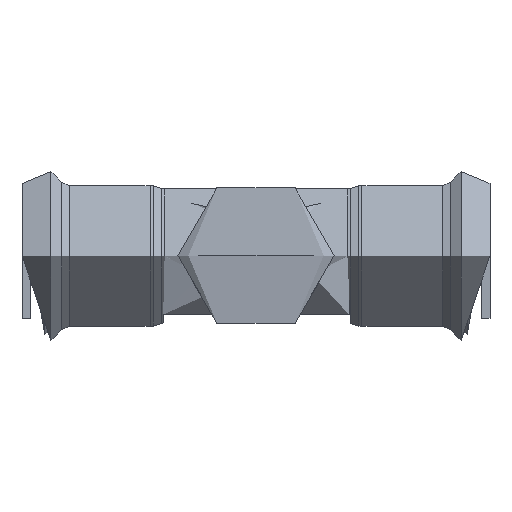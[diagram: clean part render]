
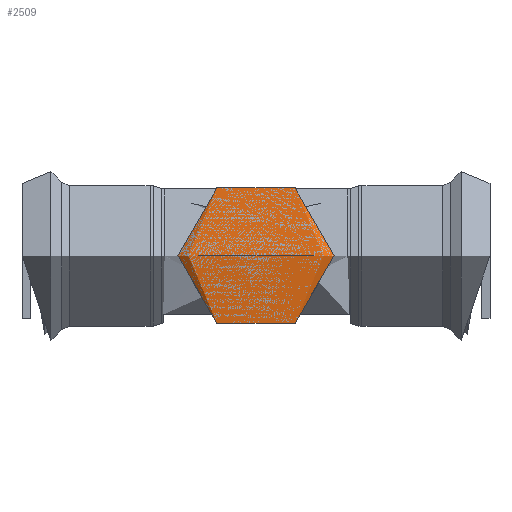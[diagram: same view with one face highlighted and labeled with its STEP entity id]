
A CAD part, top view. The second image highlights one B-rep face of the part: STEP entity #2509.
In plain terms, the highlighted free-form (B-spline) face has degree [1, 2] with [2, 9] control points.
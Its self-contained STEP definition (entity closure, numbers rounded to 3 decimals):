
#2509 = ADVANCED_FACE('',(#2510),#2586,.T.);
#2510 = FACE_BOUND('',#2511,.T.);
#2511 = EDGE_LOOP('',(#2512,#2522,#2530,#2537,#2547,#2555,#2556,#2564,
    #2572,#2580));
#2512 = ORIENTED_EDGE('',*,*,#2513,.F.);
#2513 = EDGE_CURVE('',#2514,#2516,#2518,.T.);
#2514 = VERTEX_POINT('',#2515);
#2515 = CARTESIAN_POINT('',(6.928,1.072,-12.));
#2516 = VERTEX_POINT('',#2517);
#2517 = CARTESIAN_POINT('',(-6.928,1.072,-12.));
#2518 = ( BOUNDED_CURVE() B_SPLINE_CURVE(2,(#2519,#2520,#2521),
.UNSPECIFIED.,.F.,.F.) B_SPLINE_CURVE_WITH_KNOTS((3,3),(0.,
1.402),.PIECEWISE_BEZIER_KNOTS.) CURVE() 
GEOMETRIC_REPRESENTATION_ITEM() RATIONAL_B_SPLINE_CURVE((1.,
1.155,1.)) REPRESENTATION_ITEM('') );
#2519 = CARTESIAN_POINT('',(6.928,1.072,-12.));
#2520 = CARTESIAN_POINT('',(0.,-0.928,
    -12.));
#2521 = CARTESIAN_POINT('',(-6.928,1.072,-12.));
#2522 = ORIENTED_EDGE('',*,*,#2523,.F.);
#2523 = EDGE_CURVE('',#2524,#2514,#2526,.T.);
#2524 = VERTEX_POINT('',#2525);
#2525 = CARTESIAN_POINT('',(13.857,1.072,0.)
  );
#2526 = ( BOUNDED_CURVE() B_SPLINE_CURVE(2,(#2527,#2528,#2529),
.UNSPECIFIED.,.F.,.F.) B_SPLINE_CURVE_WITH_KNOTS((3,3),(0.,
1.402),.PIECEWISE_BEZIER_KNOTS.) CURVE() 
GEOMETRIC_REPRESENTATION_ITEM() RATIONAL_B_SPLINE_CURVE((1.,
1.155,1.)) REPRESENTATION_ITEM('') );
#2527 = CARTESIAN_POINT('',(13.857,1.072,0.));
#2528 = CARTESIAN_POINT('',(10.392,-0.928,-6.));
#2529 = CARTESIAN_POINT('',(6.928,1.072,-12.));
#2530 = ORIENTED_EDGE('',*,*,#2531,.T.);
#2531 = EDGE_CURVE('',#2524,#2532,#2534,.T.);
#2532 = VERTEX_POINT('',#2533);
#2533 = CARTESIAN_POINT('',(12.,0.,0.));
#2534 = B_SPLINE_CURVE_WITH_KNOTS('',1,(#2535,#2536),.UNSPECIFIED.,.F.,
  .F.,(2,2),(-0.083,0.083),
  .PIECEWISE_BEZIER_KNOTS.);
#2535 = CARTESIAN_POINT('',(13.857,1.072,0.));
#2536 = CARTESIAN_POINT('',(12.,0.,0.));
#2537 = ORIENTED_EDGE('',*,*,#2538,.F.);
#2538 = EDGE_CURVE('',#2539,#2532,#2541,.T.);
#2539 = VERTEX_POINT('',#2540);
#2540 = CARTESIAN_POINT('',(-12.,0.,0.));
#2541 = ( BOUNDED_CURVE() B_SPLINE_CURVE(2,(#2542,#2543,#2544,#2545,
#2546),.UNSPECIFIED.,.F.,.F.) B_SPLINE_CURVE_WITH_KNOTS((3,2,3),(0.,
1.571,3.142),.UNSPECIFIED.) CURVE() 
GEOMETRIC_REPRESENTATION_ITEM() RATIONAL_B_SPLINE_CURVE((1.,
0.707,1.,0.707,1.)) REPRESENTATION_ITEM('') );
#2542 = CARTESIAN_POINT('',(-12.,0.,0.));
#2543 = CARTESIAN_POINT('',(-12.,0.,-12.));
#2544 = CARTESIAN_POINT('',(0.,0.,-12.));
#2545 = CARTESIAN_POINT('',(12.,0.,-12.));
#2546 = CARTESIAN_POINT('',(12.,0.,0.));
#2547 = ORIENTED_EDGE('',*,*,#2548,.F.);
#2548 = EDGE_CURVE('',#2532,#2539,#2549,.T.);
#2549 = ( BOUNDED_CURVE() B_SPLINE_CURVE(2,(#2550,#2551,#2552,#2553,
#2554),.UNSPECIFIED.,.F.,.F.) B_SPLINE_CURVE_WITH_KNOTS((3,2,3),(
    3.142,4.712,6.283),
.PIECEWISE_BEZIER_KNOTS.) CURVE() GEOMETRIC_REPRESENTATION_ITEM() 
RATIONAL_B_SPLINE_CURVE((1.,0.707,1.,0.707,1.)) 
REPRESENTATION_ITEM('') );
#2550 = CARTESIAN_POINT('',(12.,0.,0.));
#2551 = CARTESIAN_POINT('',(12.,0.,12.));
#2552 = CARTESIAN_POINT('',(0.,0.,12.));
#2553 = CARTESIAN_POINT('',(-12.,0.,12.));
#2554 = CARTESIAN_POINT('',(-12.,0.,0.));
#2555 = ORIENTED_EDGE('',*,*,#2531,.F.);
#2556 = ORIENTED_EDGE('',*,*,#2557,.F.);
#2557 = EDGE_CURVE('',#2558,#2524,#2560,.T.);
#2558 = VERTEX_POINT('',#2559);
#2559 = CARTESIAN_POINT('',(6.928,1.072,12.));
#2560 = ( BOUNDED_CURVE() B_SPLINE_CURVE(2,(#2561,#2562,#2563),
.UNSPECIFIED.,.F.,.F.) B_SPLINE_CURVE_WITH_KNOTS((3,3),(0.,
1.402),.PIECEWISE_BEZIER_KNOTS.) CURVE() 
GEOMETRIC_REPRESENTATION_ITEM() RATIONAL_B_SPLINE_CURVE((1.,
1.155,1.)) REPRESENTATION_ITEM('') );
#2561 = CARTESIAN_POINT('',(6.928,1.072,12.));
#2562 = CARTESIAN_POINT('',(10.392,-0.928,6.));
#2563 = CARTESIAN_POINT('',(13.857,1.072,0.)
  );
#2564 = ORIENTED_EDGE('',*,*,#2565,.F.);
#2565 = EDGE_CURVE('',#2566,#2558,#2568,.T.);
#2566 = VERTEX_POINT('',#2567);
#2567 = CARTESIAN_POINT('',(-6.928,1.072,12.));
#2568 = ( BOUNDED_CURVE() B_SPLINE_CURVE(2,(#2569,#2570,#2571),
.UNSPECIFIED.,.F.,.F.) B_SPLINE_CURVE_WITH_KNOTS((3,3),(0.,
1.402),.PIECEWISE_BEZIER_KNOTS.) CURVE() 
GEOMETRIC_REPRESENTATION_ITEM() RATIONAL_B_SPLINE_CURVE((1.,
1.155,1.)) REPRESENTATION_ITEM('') );
#2569 = CARTESIAN_POINT('',(-6.928,1.072,12.));
#2570 = CARTESIAN_POINT('',(0.,-0.928,12.));
#2571 = CARTESIAN_POINT('',(6.928,1.072,12.));
#2572 = ORIENTED_EDGE('',*,*,#2573,.F.);
#2573 = EDGE_CURVE('',#2574,#2566,#2576,.T.);
#2574 = VERTEX_POINT('',#2575);
#2575 = CARTESIAN_POINT('',(-13.857,1.072,0.));
#2576 = ( BOUNDED_CURVE() B_SPLINE_CURVE(2,(#2577,#2578,#2579),
.UNSPECIFIED.,.F.,.F.) B_SPLINE_CURVE_WITH_KNOTS((3,3),(0.,
1.402),.PIECEWISE_BEZIER_KNOTS.) CURVE() 
GEOMETRIC_REPRESENTATION_ITEM() RATIONAL_B_SPLINE_CURVE((1.,
1.155,1.)) REPRESENTATION_ITEM('') );
#2577 = CARTESIAN_POINT('',(-13.857,1.072,0.)
  );
#2578 = CARTESIAN_POINT('',(-10.392,-0.928,6.));
#2579 = CARTESIAN_POINT('',(-6.928,1.072,12.));
#2580 = ORIENTED_EDGE('',*,*,#2581,.F.);
#2581 = EDGE_CURVE('',#2516,#2574,#2582,.T.);
#2582 = ( BOUNDED_CURVE() B_SPLINE_CURVE(2,(#2583,#2584,#2585),
.UNSPECIFIED.,.F.,.F.) B_SPLINE_CURVE_WITH_KNOTS((3,3),(0.,
1.402),.PIECEWISE_BEZIER_KNOTS.) CURVE() 
GEOMETRIC_REPRESENTATION_ITEM() RATIONAL_B_SPLINE_CURVE((1.,
1.155,1.)) REPRESENTATION_ITEM('') );
#2583 = CARTESIAN_POINT('',(-6.928,1.072,-12.));
#2584 = CARTESIAN_POINT('',(-10.392,-0.928,-6.));
#2585 = CARTESIAN_POINT('',(-13.857,1.072,0.)
  );
#2586 = ( BOUNDED_SURFACE() B_SPLINE_SURFACE(1,2,(
    (#2587,#2588,#2589,#2590,#2591,#2592,#2593,#2594,#2595)
    ,(#2596,#2597,#2598,#2599,#2600,#2601,#2602,#2603,#2604
)),.UNSPECIFIED.,.F.,.T.,.F.) B_SPLINE_SURFACE_WITH_KNOTS((2,2),(1,2,2,2
    ,2,2,1),(-0.083,0.09),(-4.712,
    -3.142,-1.571,0.,1.571,3.142,
4.712),.UNSPECIFIED.) GEOMETRIC_REPRESENTATION_ITEM() 
RATIONAL_B_SPLINE_SURFACE((
    (1.,0.707,1.,0.707,1.,0.707,1.
      ,0.707,1.)
    ,(1.,0.707,1.,0.707,1.,0.707,1.
,0.707,1.))) REPRESENTATION_ITEM('') SURFACE() );
#2587 = CARTESIAN_POINT('',(11.922,-0.045,0.));
#2588 = CARTESIAN_POINT('',(11.922,-0.045,
    11.922));
#2589 = CARTESIAN_POINT('',(0.,-0.045,11.922));
#2590 = CARTESIAN_POINT('',(-11.922,-0.045,
    11.922));
#2591 = CARTESIAN_POINT('',(-11.922,-0.045,0.));
#2592 = CARTESIAN_POINT('',(-11.922,-0.045,
    -11.922));
#2593 = CARTESIAN_POINT('',(0.,-0.045,-11.922));
#2594 = CARTESIAN_POINT('',(11.922,-0.045,
    -11.922));
#2595 = CARTESIAN_POINT('',(11.922,-0.045,0.));
#2596 = CARTESIAN_POINT('',(13.857,1.072,0.));
#2597 = CARTESIAN_POINT('',(13.857,1.072,13.857));
#2598 = CARTESIAN_POINT('',(0.,1.072,13.857));
#2599 = CARTESIAN_POINT('',(-13.857,1.072,13.857));
#2600 = CARTESIAN_POINT('',(-13.857,1.072,0.));
#2601 = CARTESIAN_POINT('',(-13.857,1.072,-13.857));
#2602 = CARTESIAN_POINT('',(0.,1.072,-13.857));
#2603 = CARTESIAN_POINT('',(13.857,1.072,-13.857));
#2604 = CARTESIAN_POINT('',(13.857,1.072,0.));
